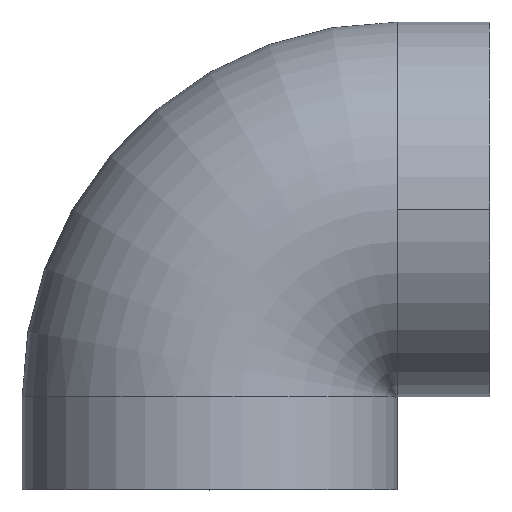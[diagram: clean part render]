
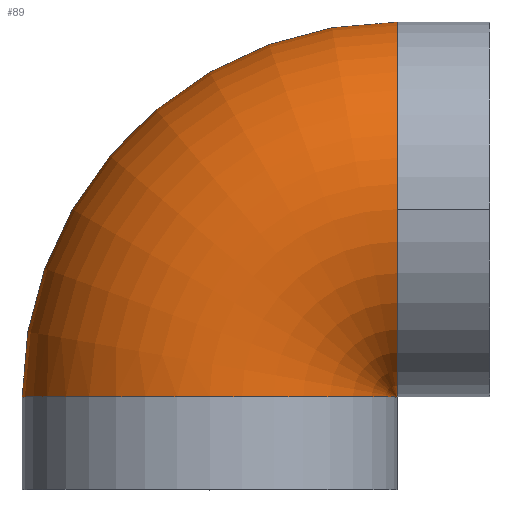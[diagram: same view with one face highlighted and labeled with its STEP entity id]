
A CAD part, top view. The second image highlights one B-rep face of the part: STEP entity #89.
In plain terms, the highlighted toroidal (fillet/blend) face has major radius 56.86 mm and minor radius 56.85 mm.
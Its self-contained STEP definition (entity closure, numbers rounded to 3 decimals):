
#89 = ADVANCED_FACE( '', ( #125 ), #126, .T. );
#125 = FACE_OUTER_BOUND( '', #165, .T. );
#126 = TOROIDAL_SURFACE( '', #166, 56.86, 56.85 );
#165 = EDGE_LOOP( '', ( #279, #280, #281, #282, #283, #284 ) );
#166 = AXIS2_PLACEMENT_3D( '', #285, #286, #287 );
#279 = ORIENTED_EDGE( '', *, *, #308, .T. );
#280 = ORIENTED_EDGE( '', *, *, #345, .F. );
#281 = ORIENTED_EDGE( '', *, *, #312, .T. );
#282 = ORIENTED_EDGE( '', *, *, #346, .F. );
#283 = ORIENTED_EDGE( '', *, *, #341, .T. );
#284 = ORIENTED_EDGE( '', *, *, #344, .T. );
#285 = CARTESIAN_POINT( '', ( 56.86, -7.9, 0. ) );
#286 = DIRECTION( '', ( 0., 0., 1. ) );
#287 = DIRECTION( '', ( 1., 0., 0. ) );
#308 = EDGE_CURVE( '', #348, #349, #350, .T. );
#312 = EDGE_CURVE( '', #357, #355, #358, .T. );
#341 = EDGE_CURVE( '', #406, #404, #407, .T. );
#344 = EDGE_CURVE( '', #404, #348, #410, .T. );
#345 = EDGE_CURVE( '', #357, #349, #411, .T. );
#346 = EDGE_CURVE( '', #406, #355, #412, .T. );
#348 = VERTEX_POINT( '', #414 );
#349 = VERTEX_POINT( '', #415 );
#350 = CIRCLE( '', #416, 113.71 );
#355 = VERTEX_POINT( '', #489 );
#357 = VERTEX_POINT( '', #491 );
#358 = CIRCLE( '', #492, 0.01 );
#404 = VERTEX_POINT( '', #806 );
#406 = VERTEX_POINT( '', #808 );
#407 = B_SPLINE_CURVE_WITH_KNOTS( '', 3, ( #809, #810, #811, #812 ), .UNSPECIFIED., .F., .F., ( 4, 4 ), ( -0.01, 0. ), .UNSPECIFIED. );
#410 = B_SPLINE_CURVE_WITH_KNOTS( '', 3, ( #815, #816, #817, #818, #819, #820, #821, #822, #823, #824, #825, #826, #827, #828, #829, #830, #831, #832, #833, #834, #835, #836, #837, #838, #839, #840, #841, #842, #843, #844, #845, #846, #847, #848, #849, #850, #851, #852, #853, #854, #855, #856, #857, #858, #859, #860, #861, #862, #863, #864, #865, #866, #867, #868, #869, #870, #871, #872, #873, #874, #875, #876, #877, #878, #879, #880 ), .UNSPECIFIED., .F., .F., ( 4, 2, 2, 2, 2, 2, 2, 2, 2, 2, 2, 2, 2, 2, 2, 2, 2, 2, 2, 2, 2, 2, 2, 2, 2, 2, 2, 2, 2, 2, 2, 2, 4 ), ( 84.196, 89.438, 94.7, 99.962, 105.225, 110.487, 115.749, 121.011, 126.273, 131.535, 136.797, 142.059, 147.321, 152.583, 157.845, 163.107, 168.369, 173.631, 178.893, 184.155, 189.417, 194.679, 199.941, 205.203, 210.465, 215.727, 220.99, 226.252, 231.514, 236.776, 242.038, 247.3, 252.542 ), .UNSPECIFIED. );
#411 = CIRCLE( '', #881, 56.85 );
#412 = CIRCLE( '', #882, 56.85 );
#414 = CARTESIAN_POINT( '', ( 56.85, 105.81, 0. ) );
#415 = CARTESIAN_POINT( '', ( -56.85, -7.9, 0. ) );
#416 = AXIS2_PLACEMENT_3D( '', #884, #885, #886 );
#489 = CARTESIAN_POINT( '', ( 56.86, -7.89, 0. ) );
#491 = CARTESIAN_POINT( '', ( 56.85, -7.9, 0. ) );
#492 = AXIS2_PLACEMENT_3D( '', #890, #891, #892 );
#806 = CARTESIAN_POINT( '', ( 56.85, 48.98, 56.85 ) );
#808 = CARTESIAN_POINT( '', ( 56.86, 48.98, 56.85 ) );
#809 = CARTESIAN_POINT( '', ( 56.86, 48.98, 56.85 ) );
#810 = CARTESIAN_POINT( '', ( 56.857, 48.98, 56.85 ) );
#811 = CARTESIAN_POINT( '', ( 56.853, 48.98, 56.85 ) );
#812 = CARTESIAN_POINT( '', ( 56.85, 48.98, 56.85 ) );
#815 = CARTESIAN_POINT( '', ( 56.85, 48.98, 56.85 ) );
#816 = CARTESIAN_POINT( '', ( 56.85, 50.728, 56.849 ) );
#817 = CARTESIAN_POINT( '', ( 56.85, 52.556, 56.767 ) );
#818 = CARTESIAN_POINT( '', ( 56.85, 56.28, 56.408 ) );
#819 = CARTESIAN_POINT( '', ( 56.85, 58.175, 56.131 ) );
#820 = CARTESIAN_POINT( '', ( 56.85, 61.927, 55.385 ) );
#821 = CARTESIAN_POINT( '', ( 56.85, 63.784, 54.915 ) );
#822 = CARTESIAN_POINT( '', ( 56.85, 67.368, 53.82 ) );
#823 = CARTESIAN_POINT( '', ( 56.85, 69.095, 53.194 ) );
#824 = CARTESIAN_POINT( '', ( 56.85, 72.336, 51.851 ) );
#825 = CARTESIAN_POINT( '', ( 56.85, 74., 51.073 ) );
#826 = CARTESIAN_POINT( '', ( 56.85, 77.309, 49.313 ) );
#827 = CARTESIAN_POINT( '', ( 56.85, 78.954, 48.332 ) );
#828 = CARTESIAN_POINT( '', ( 56.85, 82.134, 46.206 ) );
#829 = CARTESIAN_POINT( '', ( 56.85, 83.671, 45.062 ) );
#830 = CARTESIAN_POINT( '', ( 56.85, 86.563, 42.679 ) );
#831 = CARTESIAN_POINT( '', ( 56.85, 87.919, 41.439 ) );
#832 = CARTESIAN_POINT( '', ( 56.85, 90.399, 38.959 ) );
#833 = CARTESIAN_POINT( '', ( 56.85, 91.639, 37.603 ) );
#834 = CARTESIAN_POINT( '', ( 56.85, 94.022, 34.711 ) );
#835 = CARTESIAN_POINT( '', ( 56.85, 95.166, 33.174 ) );
#836 = CARTESIAN_POINT( '', ( 56.85, 97.292, 29.994 ) );
#837 = CARTESIAN_POINT( '', ( 56.85, 98.273, 28.349 ) );
#838 = CARTESIAN_POINT( '', ( 56.85, 100.033, 25.04 ) );
#839 = CARTESIAN_POINT( '', ( 56.85, 100.811, 23.376 ) );
#840 = CARTESIAN_POINT( '', ( 56.85, 102.154, 20.135 ) );
#841 = CARTESIAN_POINT( '', ( 56.85, 102.78, 18.408 ) );
#842 = CARTESIAN_POINT( '', ( 56.85, 103.875, 14.824 ) );
#843 = CARTESIAN_POINT( '', ( 56.85, 104.345, 12.967 ) );
#844 = CARTESIAN_POINT( '', ( 56.85, 105.091, 9.215 ) );
#845 = CARTESIAN_POINT( '', ( 56.85, 105.368, 7.32 ) );
#846 = CARTESIAN_POINT( '', ( 56.85, 105.728, 3.589 ) );
#847 = CARTESIAN_POINT( '', ( 56.85, 105.81, 1.754 ) );
#848 = CARTESIAN_POINT( '', ( 56.85, 105.81, -1.754 ) );
#849 = CARTESIAN_POINT( '', ( 56.85, 105.728, -3.589 ) );
#850 = CARTESIAN_POINT( '', ( 56.85, 105.368, -7.32 ) );
#851 = CARTESIAN_POINT( '', ( 56.85, 105.091, -9.215 ) );
#852 = CARTESIAN_POINT( '', ( 56.85, 104.345, -12.967 ) );
#853 = CARTESIAN_POINT( '', ( 56.85, 103.875, -14.824 ) );
#854 = CARTESIAN_POINT( '', ( 56.85, 102.78, -18.408 ) );
#855 = CARTESIAN_POINT( '', ( 56.85, 102.154, -20.135 ) );
#856 = CARTESIAN_POINT( '', ( 56.85, 100.811, -23.376 ) );
#857 = CARTESIAN_POINT( '', ( 56.85, 100.033, -25.04 ) );
#858 = CARTESIAN_POINT( '', ( 56.85, 98.273, -28.349 ) );
#859 = CARTESIAN_POINT( '', ( 56.85, 97.292, -29.994 ) );
#860 = CARTESIAN_POINT( '', ( 56.85, 95.166, -33.174 ) );
#861 = CARTESIAN_POINT( '', ( 56.85, 94.022, -34.711 ) );
#862 = CARTESIAN_POINT( '', ( 56.85, 91.639, -37.603 ) );
#863 = CARTESIAN_POINT( '', ( 56.85, 90.399, -38.959 ) );
#864 = CARTESIAN_POINT( '', ( 56.85, 87.919, -41.439 ) );
#865 = CARTESIAN_POINT( '', ( 56.85, 86.563, -42.679 ) );
#866 = CARTESIAN_POINT( '', ( 56.85, 83.671, -45.062 ) );
#867 = CARTESIAN_POINT( '', ( 56.85, 82.134, -46.206 ) );
#868 = CARTESIAN_POINT( '', ( 56.85, 78.954, -48.332 ) );
#869 = CARTESIAN_POINT( '', ( 56.85, 77.309, -49.313 ) );
#870 = CARTESIAN_POINT( '', ( 56.85, 74., -51.073 ) );
#871 = CARTESIAN_POINT( '', ( 56.85, 72.336, -51.851 ) );
#872 = CARTESIAN_POINT( '', ( 56.85, 69.095, -53.194 ) );
#873 = CARTESIAN_POINT( '', ( 56.85, 67.368, -53.82 ) );
#874 = CARTESIAN_POINT( '', ( 56.85, 63.784, -54.915 ) );
#875 = CARTESIAN_POINT( '', ( 56.85, 61.927, -55.385 ) );
#876 = CARTESIAN_POINT( '', ( 56.85, 58.175, -56.131 ) );
#877 = CARTESIAN_POINT( '', ( 56.85, 56.28, -56.408 ) );
#878 = CARTESIAN_POINT( '', ( 56.85, 52.556, -56.767 ) );
#879 = CARTESIAN_POINT( '', ( 56.85, 50.728, -56.849 ) );
#880 = CARTESIAN_POINT( '', ( 56.85, 48.98, -56.85 ) );
#881 = AXIS2_PLACEMENT_3D( '', #955, #956, #957 );
#882 = AXIS2_PLACEMENT_3D( '', #958, #959, #960 );
#884 = CARTESIAN_POINT( '', ( 56.86, -7.9, 0. ) );
#885 = DIRECTION( '', ( 0., 0., 1. ) );
#886 = DIRECTION( '', ( 1., 0., 0. ) );
#890 = CARTESIAN_POINT( '', ( 56.86, -7.9, 0. ) );
#891 = DIRECTION( '', ( 0., 0., -1. ) );
#892 = DIRECTION( '', ( 1., 0., 0. ) );
#955 = CARTESIAN_POINT( '', ( 0., -7.9, 0. ) );
#956 = DIRECTION( '', ( 0., -1., 0. ) );
#957 = DIRECTION( '', ( 1., 0., 0. ) );
#958 = CARTESIAN_POINT( '', ( 56.86, 48.96, 0. ) );
#959 = DIRECTION( '', ( 1., 0., 0. ) );
#960 = DIRECTION( '', ( 0., -1., 0. ) );
